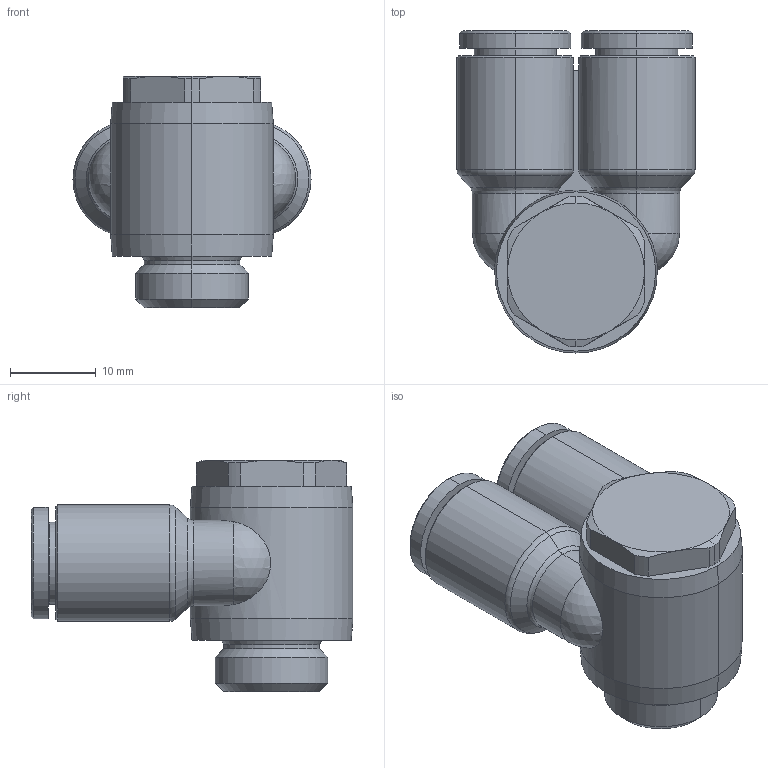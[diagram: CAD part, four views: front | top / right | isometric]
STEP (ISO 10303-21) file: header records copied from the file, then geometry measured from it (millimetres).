
FILE_DESCRIPTION((''),'2;1');
FILE_NAME('GPA_08G02(3D).stp','2012-12-20T10:38:43',(''),(''),'Mechanical Desktop.R8.0.24.0','Mechanical Desktop.R8.0.24.0',', , ');
FILE_SCHEMA(('CONFIG_CONTROL_DESIGN'));
Length unit declared in the file: millimetre
Products named in the file (2): GPA_08G02(3D); 睡ヶ1
Assembly tree (1 placements, depth 2):
  GPA_08G02(3D)
    睡ヶ1
Bounding box: 27.8 x 37.6 x 27 mm (x, y, z)
Volume: 8991.3 mm3; surface area: 7288.4 mm2
Topology: 1 solids, 1 shells, 865 faces, 2401 edges, 1579 vertices
Faces by surface type: plane 689, cylinder 60, bspline 58, cone 50, torus 6, sphere 2
Entity records: 28378 total; most frequent: CARTESIAN_POINT 6185, ORIENTED_EDGE 4798, DIRECTION 4267, EDGE_CURVE 2399, VECTOR 2073, LINE 2073, VERTEX_POINT 1579, AXIS2_PLACEMENT_3D 1097
